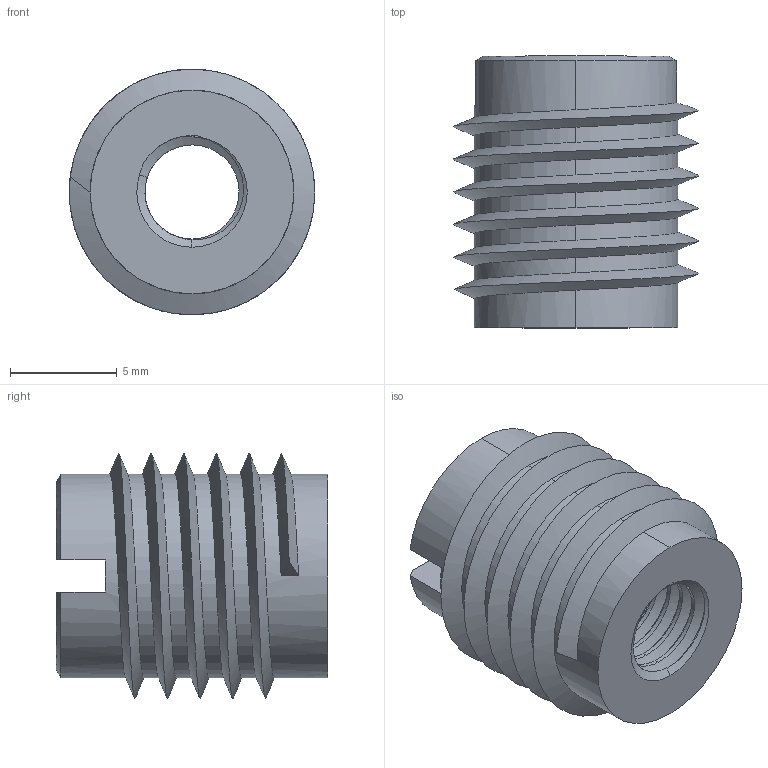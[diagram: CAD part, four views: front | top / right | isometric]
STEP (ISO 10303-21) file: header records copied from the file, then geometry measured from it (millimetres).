
FILE_DESCRIPTION (( 'STEP AP214' ), '1' );
FILE_NAME ('TB 40 threaded insert M5 needs ~11mm drill bit to install .STEP', '2022-12-30T07:07:32', ( '' ), ( '' ), 'SwSTEP 2.0', 'SolidWorks 2019', '' );
FILE_SCHEMA (( 'AUTOMOTIVE_DESIGN' ));
Length unit declared in the file: millimetre
Products named in the file (1): TB 40 threaded insert M5 needs ~11mm drill bit to install 
Bounding box: 11.48 x 12.7 x 11.48 mm (x, y, z)
Volume: 717.5 mm3; surface area: 1025.3 mm2
Topology: 1 solids, 1 shells, 69 faces, 198 edges, 131 vertices
Faces by surface type: cylinder 40, plane 13, cone 11, bspline 5
Entity records: 5338 total; most frequent: CARTESIAN_POINT 3769, ORIENTED_EDGE 396, DIRECTION 253, EDGE_CURVE 198, VERTEX_POINT 131, AXIS2_PLACEMENT_3D 94, EDGE_LOOP 71, FACE_OUTER_BOUND 69
